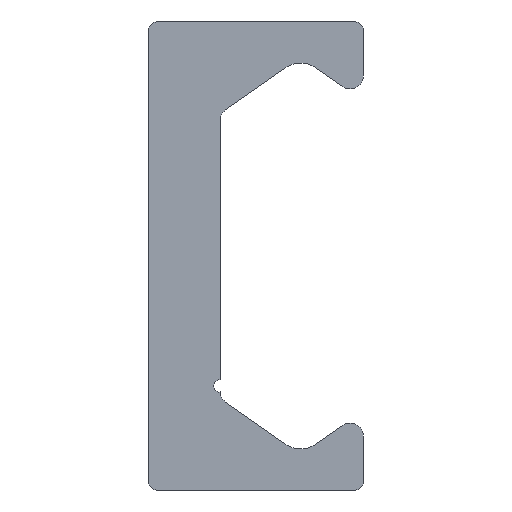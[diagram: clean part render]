
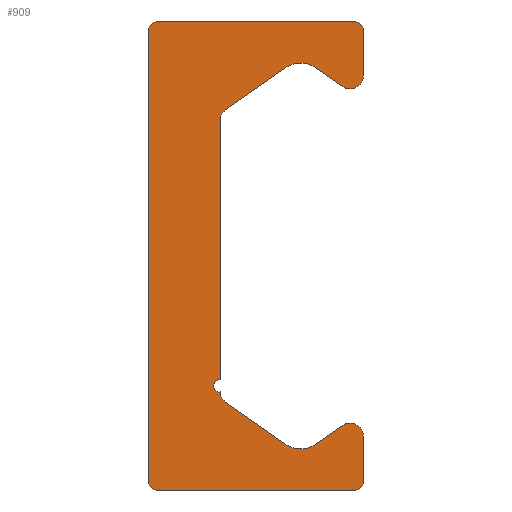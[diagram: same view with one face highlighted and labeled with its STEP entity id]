
A CAD part, left-side view. The second image highlights one B-rep face of the part: STEP entity #909.
In plain terms, the highlighted planar face has unit normal (-1, 0, 0).
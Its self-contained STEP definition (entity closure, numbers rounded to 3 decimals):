
#180=CARTESIAN_POINT('',(0.0,3.825,-9.));
#181=VERTEX_POINT('',#180);
#188=CARTESIAN_POINT('',(0.0,4.125,-8.7));
#189=VERTEX_POINT('',#188);
#190=CARTESIAN_POINT('',(0.0,3.825,-8.7));
#191=DIRECTION('',(1.0,0.0,0.0));
#192=DIRECTION('',(0.0,0.0,-1.0));
#193=AXIS2_PLACEMENT_3D('',#190,#191,#192);
#194=CIRCLE('',#193,0.3);
#195=EDGE_CURVE('',#181,#189,#194,.T.);
#219=CARTESIAN_POINT('',(0.0,-3.825,-9.));
#220=VERTEX_POINT('',#219);
#227=CARTESIAN_POINT('',(0.0,-3.825,-9.));
#228=DIRECTION('',(0.0,1.0,0.0));
#229=VECTOR('',#228,7.65);
#230=LINE('',#227,#229);
#231=EDGE_CURVE('',#220,#181,#230,.T.);
#251=CARTESIAN_POINT('',(0.0,-4.125,-8.7));
#252=VERTEX_POINT('',#251);
#259=CARTESIAN_POINT('',(0.0,-3.825,-8.7));
#260=DIRECTION('',(1.0,0.0,0.0));
#261=DIRECTION('',(0.0,-1.0,0.0));
#262=AXIS2_PLACEMENT_3D('',#259,#260,#261);
#263=CIRCLE('',#262,0.3);
#264=EDGE_CURVE('',#252,#220,#263,.T.);
#283=CARTESIAN_POINT('',(0.0,-4.125,-6.925));
#284=VERTEX_POINT('',#283);
#291=CARTESIAN_POINT('',(0.0,-4.125,-6.925));
#292=DIRECTION('',(0.0,0.0,-1.0));
#293=VECTOR('',#292,1.775);
#294=LINE('',#291,#293);
#295=EDGE_CURVE('',#284,#252,#294,.T.);
#315=CARTESIAN_POINT('',(0.0,-3.338,-6.515));
#316=VERTEX_POINT('',#315);
#323=CARTESIAN_POINT('',(0.0,-3.625,-6.925));
#324=DIRECTION('',(1.0,0.0,0.0));
#325=DIRECTION('',(0.0,0.574,0.819));
#326=AXIS2_PLACEMENT_3D('',#323,#324,#325);
#327=CIRCLE('',#326,0.5);
#328=EDGE_CURVE('',#316,#284,#327,.T.);
#347=CARTESIAN_POINT('',(0.0,-2.299,-7.243));
#348=VERTEX_POINT('',#347);
#355=CARTESIAN_POINT('',(0.0,-2.299,-7.243));
#356=DIRECTION('',(0.0,-0.819,0.574));
#357=VECTOR('',#356,1.269);
#358=LINE('',#355,#357);
#359=EDGE_CURVE('',#348,#316,#358,.T.);
#379=CARTESIAN_POINT('',(0.0,-1.151,-7.243));
#380=VERTEX_POINT('',#379);
#387=CARTESIAN_POINT('',(0.0,-1.725,-6.424));
#388=DIRECTION('',(-1.0,0.0,0.0));
#389=DIRECTION('',(0.0,0.574,0.819));
#390=AXIS2_PLACEMENT_3D('',#387,#388,#389);
#391=CIRCLE('',#390,1.0);
#392=EDGE_CURVE('',#380,#348,#391,.T.);
#411=CARTESIAN_POINT('',(0.0,1.162,-5.624));
#412=VERTEX_POINT('',#411);
#419=CARTESIAN_POINT('',(0.0,1.162,-5.624));
#420=DIRECTION('',(0.0,-0.819,-0.574));
#421=VECTOR('',#420,2.824);
#422=LINE('',#419,#421);
#423=EDGE_CURVE('',#412,#380,#422,.T.);
#443=CARTESIAN_POINT('',(0.0,1.375,-5.214));
#444=VERTEX_POINT('',#443);
#451=CARTESIAN_POINT('',(0.0,0.875,-5.214));
#452=DIRECTION('',(-1.0,0.0,0.0));
#453=DIRECTION('',(0.0,-0.574,0.819));
#454=AXIS2_PLACEMENT_3D('',#451,#452,#453);
#455=CIRCLE('',#454,0.5);
#456=EDGE_CURVE('',#444,#412,#455,.T.);
#475=CARTESIAN_POINT('',(0.0,1.375,-5.25));
#476=VERTEX_POINT('',#475);
#483=CARTESIAN_POINT('',(0.0,1.375,-5.25));
#484=DIRECTION('',(0.0,0.0,1.0));
#485=VECTOR('',#484,0.036);
#486=LINE('',#483,#485);
#487=EDGE_CURVE('',#476,#444,#486,.T.);
#507=CARTESIAN_POINT('',(0.0,1.375,-4.75));
#508=VERTEX_POINT('',#507);
#515=CARTESIAN_POINT('',(0.0,1.375,-5.0));
#516=DIRECTION('',(-1.0,0.0,0.0));
#517=DIRECTION('',(0.0,0.0,1.0));
#518=AXIS2_PLACEMENT_3D('',#515,#516,#517);
#519=CIRCLE('',#518,0.25);
#520=EDGE_CURVE('',#508,#476,#519,.T.);
#539=CARTESIAN_POINT('',(0.0,1.375,5.214));
#540=VERTEX_POINT('',#539);
#547=CARTESIAN_POINT('',(0.0,1.375,5.214));
#548=DIRECTION('',(0.0,0.0,-1.0));
#549=VECTOR('',#548,9.964);
#550=LINE('',#547,#549);
#551=EDGE_CURVE('',#540,#508,#550,.T.);
#577=CARTESIAN_POINT('',(0.0,1.162,5.624));
#578=VERTEX_POINT('',#577);
#585=CARTESIAN_POINT('',(0.0,0.875,5.214));
#586=DIRECTION('',(-1.0,0.0,0.0));
#587=DIRECTION('',(0.0,-1.0,0.0));
#588=AXIS2_PLACEMENT_3D('',#585,#586,#587);
#589=CIRCLE('',#588,0.5);
#590=EDGE_CURVE('',#578,#540,#589,.T.);
#609=CARTESIAN_POINT('',(0.0,-1.151,7.243));
#610=VERTEX_POINT('',#609);
#617=CARTESIAN_POINT('',(0.0,-1.151,7.243));
#618=DIRECTION('',(0.0,0.819,-0.574));
#619=VECTOR('',#618,2.824);
#620=LINE('',#617,#619);
#621=EDGE_CURVE('',#610,#578,#620,.T.);
#641=CARTESIAN_POINT('',(0.0,-2.299,7.243));
#642=VERTEX_POINT('',#641);
#649=CARTESIAN_POINT('',(0.0,-1.725,6.424));
#650=DIRECTION('',(-1.0,0.0,0.0));
#651=DIRECTION('',(0.0,-0.574,-0.819));
#652=AXIS2_PLACEMENT_3D('',#649,#650,#651);
#653=CIRCLE('',#652,1.0);
#654=EDGE_CURVE('',#642,#610,#653,.T.);
#673=CARTESIAN_POINT('',(0.0,-3.338,6.515));
#674=VERTEX_POINT('',#673);
#681=CARTESIAN_POINT('',(0.0,-3.338,6.515));
#682=DIRECTION('',(0.0,0.819,0.574));
#683=VECTOR('',#682,1.269);
#684=LINE('',#681,#683);
#685=EDGE_CURVE('',#674,#642,#684,.T.);
#705=CARTESIAN_POINT('',(0.0,-4.125,6.925));
#706=VERTEX_POINT('',#705);
#713=CARTESIAN_POINT('',(0.0,-3.625,6.925));
#714=DIRECTION('',(1.0,0.0,0.0));
#715=DIRECTION('',(0.0,-1.0,0.0));
#716=AXIS2_PLACEMENT_3D('',#713,#714,#715);
#717=CIRCLE('',#716,0.5);
#718=EDGE_CURVE('',#706,#674,#717,.T.);
#737=CARTESIAN_POINT('',(0.0,-4.125,8.7));
#738=VERTEX_POINT('',#737);
#745=CARTESIAN_POINT('',(0.0,-4.125,8.7));
#746=DIRECTION('',(0.0,0.0,-1.0));
#747=VECTOR('',#746,1.775);
#748=LINE('',#745,#747);
#749=EDGE_CURVE('',#738,#706,#748,.T.);
#769=CARTESIAN_POINT('',(0.0,-3.825,9.));
#770=VERTEX_POINT('',#769);
#777=CARTESIAN_POINT('',(0.0,-3.825,8.7));
#778=DIRECTION('',(1.0,0.0,0.0));
#779=DIRECTION('',(0.0,0.0,1.0));
#780=AXIS2_PLACEMENT_3D('',#777,#778,#779);
#781=CIRCLE('',#780,0.3);
#782=EDGE_CURVE('',#770,#738,#781,.T.);
#801=CARTESIAN_POINT('',(0.0,3.825,9.));
#802=VERTEX_POINT('',#801);
#809=CARTESIAN_POINT('',(0.0,3.825,9.));
#810=DIRECTION('',(0.0,-1.0,0.0));
#811=VECTOR('',#810,7.65);
#812=LINE('',#809,#811);
#813=EDGE_CURVE('',#802,#770,#812,.T.);
#833=CARTESIAN_POINT('',(0.0,4.125,8.7));
#834=VERTEX_POINT('',#833);
#841=CARTESIAN_POINT('',(0.0,3.825,8.7));
#842=DIRECTION('',(1.0,0.0,0.0));
#843=DIRECTION('',(0.0,1.0,0.0));
#844=AXIS2_PLACEMENT_3D('',#841,#842,#843);
#845=CIRCLE('',#844,0.3);
#846=EDGE_CURVE('',#834,#802,#845,.T.);
#864=CARTESIAN_POINT('',(0.0,4.125,-8.7));
#865=DIRECTION('',(0.0,0.0,1.0));
#866=VECTOR('',#865,17.4);
#867=LINE('',#864,#866);
#868=EDGE_CURVE('',#189,#834,#867,.T.);
#880=CARTESIAN_POINT('',(0.0,0.856,-0.029));
#881=DIRECTION('',(1.0,0.0,0.0));
#882=DIRECTION('',(0.0,0.0,-1.0));
#883=AXIS2_PLACEMENT_3D('',#880,#881,#882);
#884=PLANE('',#883);
#885=ORIENTED_EDGE('',*,*,#868,.F.);
#886=ORIENTED_EDGE('',*,*,#195,.F.);
#887=ORIENTED_EDGE('',*,*,#231,.F.);
#888=ORIENTED_EDGE('',*,*,#264,.F.);
#889=ORIENTED_EDGE('',*,*,#295,.F.);
#890=ORIENTED_EDGE('',*,*,#328,.F.);
#891=ORIENTED_EDGE('',*,*,#359,.F.);
#892=ORIENTED_EDGE('',*,*,#392,.F.);
#893=ORIENTED_EDGE('',*,*,#423,.F.);
#894=ORIENTED_EDGE('',*,*,#456,.F.);
#895=ORIENTED_EDGE('',*,*,#487,.F.);
#896=ORIENTED_EDGE('',*,*,#520,.F.);
#897=ORIENTED_EDGE('',*,*,#551,.F.);
#898=ORIENTED_EDGE('',*,*,#590,.F.);
#899=ORIENTED_EDGE('',*,*,#621,.F.);
#900=ORIENTED_EDGE('',*,*,#654,.F.);
#901=ORIENTED_EDGE('',*,*,#685,.F.);
#902=ORIENTED_EDGE('',*,*,#718,.F.);
#903=ORIENTED_EDGE('',*,*,#749,.F.);
#904=ORIENTED_EDGE('',*,*,#782,.F.);
#905=ORIENTED_EDGE('',*,*,#813,.F.);
#906=ORIENTED_EDGE('',*,*,#846,.F.);
#907=EDGE_LOOP('',(#885,#886,#887,#888,#889,#890,#891,#892,#893,#894,#895,#896,#897,#898,#899,#900,#901,#902,#903,#904,#905,#906));
#908=FACE_OUTER_BOUND('',#907,.T.);
#909=ADVANCED_FACE('',(#908),#884,.F.);
